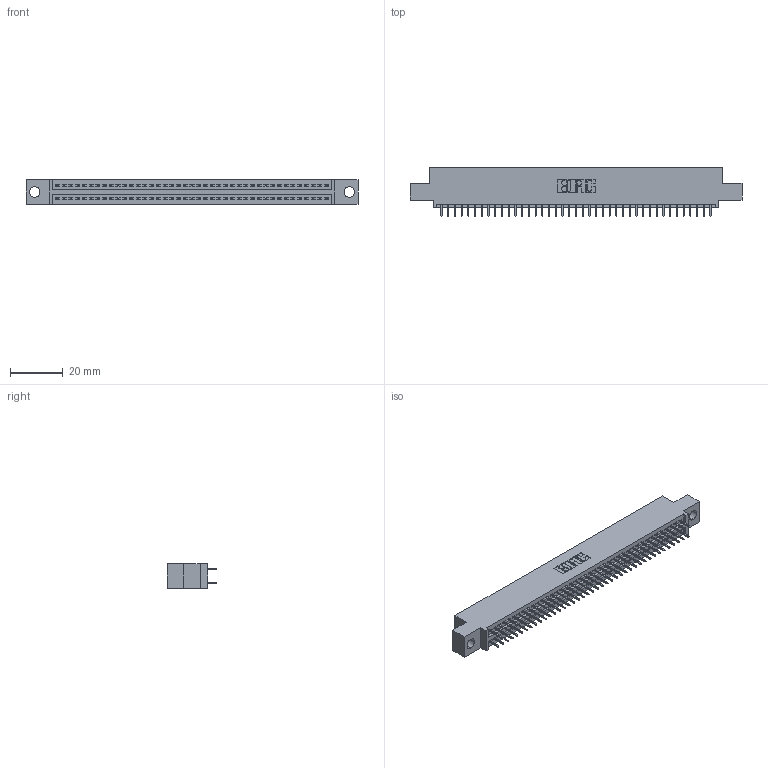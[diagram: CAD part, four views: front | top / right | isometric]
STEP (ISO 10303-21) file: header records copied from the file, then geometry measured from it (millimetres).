
FILE_DESCRIPTION (( 'STEP AP203' ), '1' );
FILE_NAME ('845-082-525-504.STEP', '2020-09-24T01:20:29', ( '' ), ( '' ), 'SwSTEP 2.0', 'SolidWorks 2020', '' );
FILE_SCHEMA (( 'CONFIG_CONTROL_DESIGN' ));
Length unit declared in the file: inch
Products named in the file (3): 345-292-001_345-293-125; 845-082-525-504; 845 Part_0.110 Offset - 0.156 Dia-TH
Assembly tree (83 placements, depth 2):
  845-082-525-504
    845 Part_0.110 Offset - 0.156 Dia-TH
    345-292-001_345-293-125  x82
Bounding box: 125.35 x 18.72 x 9.4 mm (x, y, z)
Volume: 11871.1 mm3; surface area: 17029.3 mm2
Topology: 83 solids, 83 shells, 4558 faces, 12899 edges, 8270 vertices
Faces by surface type: plane 3282, cylinder 1276
Entity records: 32513 total; most frequent: CARTESIAN_POINT 5452, ORIENTED_EDGE 5386, DIRECTION 4809, EDGE_CURVE 2693, LINE 2401, VECTOR 2401, VERTEX_POINT 1790, AXIS2_PLACEMENT_3D 1204
